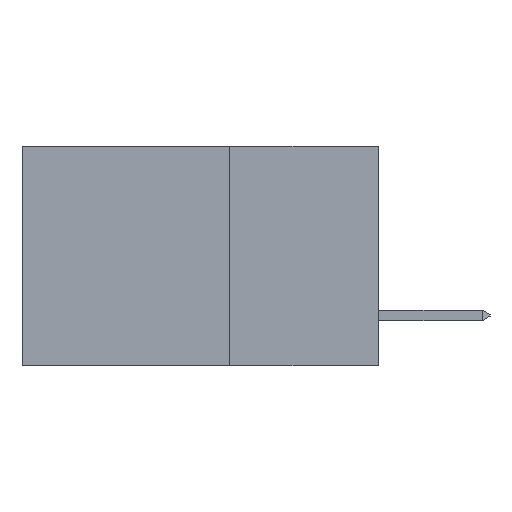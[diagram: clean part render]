
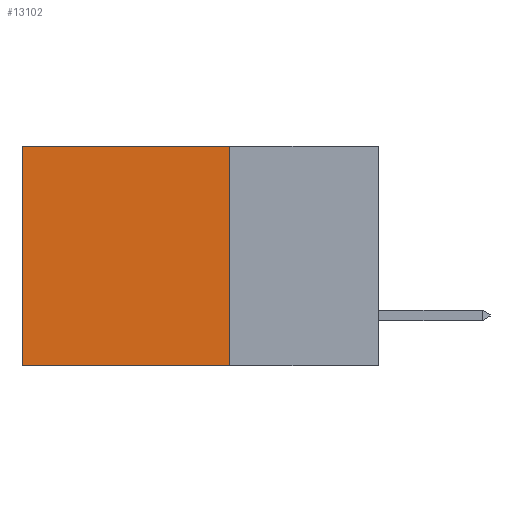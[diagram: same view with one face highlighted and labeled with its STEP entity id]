
A CAD part, left-side view. The second image highlights one B-rep face of the part: STEP entity #13102.
In plain terms, the highlighted planar face has unit normal (-1, 0, 0).
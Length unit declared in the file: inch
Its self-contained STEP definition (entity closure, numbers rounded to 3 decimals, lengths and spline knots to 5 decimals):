
#1304 = PLANE ( 'NONE',  #6983 ) ;
#1963 = VERTEX_POINT ( 'NONE', #4070 ) ;
#2380 = CARTESIAN_POINT ( 'NONE',  ( 0.298, 0.6, 0. ) ) ;
#3509 = LINE ( 'NONE', #24025, #28636 ) ;
#4070 = CARTESIAN_POINT ( 'NONE',  ( 0.298, 0.25, 0. ) ) ;
#4801 = VERTEX_POINT ( 'NONE', #14379 ) ;
#4902 = VECTOR ( 'NONE', #16521, 39.37008 ) ;
#5527 = VERTEX_POINT ( 'NONE', #24692 ) ;
#6402 = DIRECTION ( 'NONE',  ( 0., 0., -1. ) ) ;
#6983 = AXIS2_PLACEMENT_3D ( 'NONE', #19047, #21567, #6402 ) ;
#8989 = DIRECTION ( 'NONE',  ( 0., 1., 0. ) ) ;
#11027 = ORIENTED_EDGE ( 'NONE', *, *, #24265, .T. ) ;
#11861 = EDGE_CURVE ( 'NONE', #1963, #4801, #3509, .T. ) ;
#12153 = VERTEX_POINT ( 'NONE', #2380 ) ;
#13102 = ADVANCED_FACE ( 'NONE', ( #16098 ), #1304, .F. ) ;
#13315 = ORIENTED_EDGE ( 'NONE', *, *, #31260, .F. ) ;
#13797 = EDGE_CURVE ( 'NONE', #1963, #12153, #25020, .T. ) ;
#13879 = DIRECTION ( 'NONE',  ( 0., 0., -1. ) ) ;
#14379 = CARTESIAN_POINT ( 'NONE',  ( 0.298, 0.25, -0.37 ) ) ;
#16098 = FACE_OUTER_BOUND ( 'NONE', #17946, .T. ) ;
#16521 = DIRECTION ( 'NONE',  ( 0., 1., 0. ) ) ;
#17220 = ORIENTED_EDGE ( 'NONE', *, *, #13797, .T. ) ;
#17946 = EDGE_LOOP ( 'NONE', ( #11027, #13315, #28916, #17220 ) ) ;
#19047 = CARTESIAN_POINT ( 'NONE',  ( 0.298, 0.25, 0. ) ) ;
#21567 = DIRECTION ( 'NONE',  ( 1., 0., 0. ) ) ;
#22978 = LINE ( 'NONE', #24129, #27967 ) ;
#23893 = VECTOR ( 'NONE', #32112, 39.37008 ) ;
#24025 = CARTESIAN_POINT ( 'NONE',  ( 0.298, 0.25, 0. ) ) ;
#24129 = CARTESIAN_POINT ( 'NONE',  ( 0.298, 0.25, -0.37 ) ) ;
#24265 = EDGE_CURVE ( 'NONE', #12153, #5527, #30401, .T. ) ;
#24692 = CARTESIAN_POINT ( 'NONE',  ( 0.298, 0.6, -0.37 ) ) ;
#25020 = LINE ( 'NONE', #31381, #4902 ) ;
#27145 = CARTESIAN_POINT ( 'NONE',  ( 0.298, 0.6, 0. ) ) ;
#27967 = VECTOR ( 'NONE', #8989, 39.37008 ) ;
#28636 = VECTOR ( 'NONE', #13879, 39.37008 ) ;
#28916 = ORIENTED_EDGE ( 'NONE', *, *, #11861, .F. ) ;
#30401 = LINE ( 'NONE', #27145, #23893 ) ;
#31260 = EDGE_CURVE ( 'NONE', #4801, #5527, #22978, .T. ) ;
#31381 = CARTESIAN_POINT ( 'NONE',  ( 0.298, 0.25, 0. ) ) ;
#32112 = DIRECTION ( 'NONE',  ( 0., 0., -1. ) ) ;
